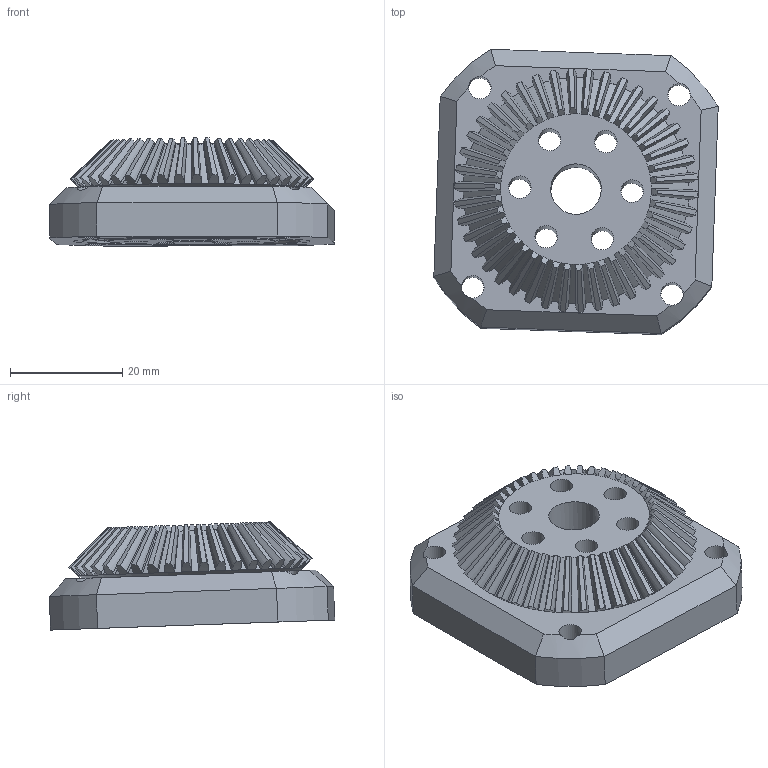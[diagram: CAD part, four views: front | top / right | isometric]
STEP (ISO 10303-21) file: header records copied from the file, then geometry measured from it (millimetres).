
FILE_DESCRIPTION(/* description */ (''),/* implementation_level */ '2;1');
FILE_NAME(/* name */ 'Wrist head v13.step',/* time_stamp */ '2024-05-28T16:32:03+02:00',/* author */ (''),/* organization */ (''),/* preprocessor_version */ 'ST-DEVELOPER v20',/* originating_system */ 'Autodesk Translation Framework v13.14.0.145',/* authorisation */ '');
FILE_SCHEMA (('AUTOMOTIVE_DESIGN { 1 0 10303 214 3 1 1 }'));
Length unit declared in the file: millimetre
Products named in the file (4): Wrist head; Component27; Bearing_42_30_7mm; Bearing holder
Assembly tree (3 placements, depth 2):
  Wrist head
    Component27
    Bearing_42_30_7mm
    Bearing holder
Bounding box: 50.61 x 50.79 x 19.25 mm (x, y, z)
Volume: 24805.8 mm3; surface area: 15181.8 mm2
Topology: 3 solids, 3 shells, 386 faces, 997 edges, 620 vertices
Faces by surface type: bspline 210, cone 131, cylinder 24, plane 21
Full cylindrical faces by diameter (mm): 4 x10, 9 x1, 29.8 x1, 30 x1, 31 x2, 36 x1, 39 x2, 42 x1, 42.3 x1
Entity records: 22682 total; most frequent: CARTESIAN_POINT 15022, ORIENTED_EDGE 1994, EDGE_CURVE 997, DIRECTION 863, B_SPLINE_CURVE_WITH_KNOTS 728, VERTEX_POINT 620, EDGE_LOOP 415, AXIS2_PLACEMENT_3D 411
